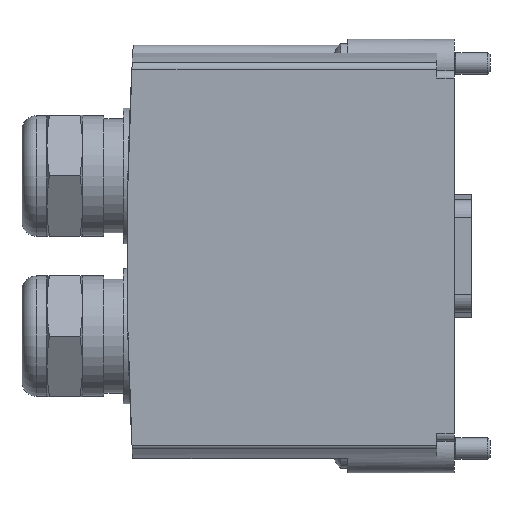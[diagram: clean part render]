
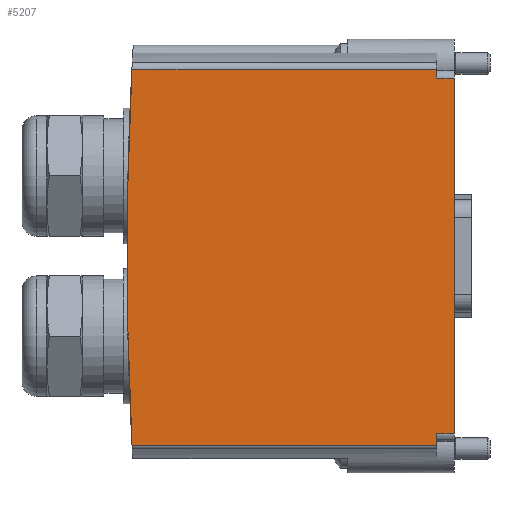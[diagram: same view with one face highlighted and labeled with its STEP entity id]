
A CAD part, left-side view. The second image highlights one B-rep face of the part: STEP entity #5207.
In plain terms, the highlighted planar face has unit normal (-1, 0, 0).
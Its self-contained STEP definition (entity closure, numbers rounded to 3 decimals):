
#34=PLANE('',#5510);
#307=LINE('',#7233,#573);
#314=LINE('',#7255,#580);
#328=LINE('',#7293,#594);
#340=LINE('',#7325,#606);
#341=LINE('',#7326,#607);
#342=LINE('',#7327,#608);
#343=LINE('',#7328,#609);
#573=VECTOR('',#5978,1000.);
#580=VECTOR('',#6001,1000.);
#594=VECTOR('',#6037,1000.);
#606=VECTOR('',#6065,1000.);
#607=VECTOR('',#6066,1000.);
#608=VECTOR('',#6067,1000.);
#609=VECTOR('',#6068,1000.);
#1010=ORIENTED_EDGE('',*,*,#1992,.F.);
#1011=ORIENTED_EDGE('',*,*,#1953,.T.);
#1012=ORIENTED_EDGE('',*,*,#1993,.T.);
#1013=ORIENTED_EDGE('',*,*,#1905,.F.);
#1014=ORIENTED_EDGE('',*,*,#1994,.F.);
#1015=ORIENTED_EDGE('',*,*,#1942,.T.);
#1016=ORIENTED_EDGE('',*,*,#1995,.T.);
#1017=ORIENTED_EDGE('',*,*,#1974,.F.);
#1905=EDGE_CURVE('',#2403,#2404,#2723,.T.);
#1942=EDGE_CURVE('',#2432,#2431,#307,.T.);
#1953=EDGE_CURVE('',#2439,#2438,#314,.T.);
#1974=EDGE_CURVE('',#2452,#2453,#328,.T.);
#1992=EDGE_CURVE('',#2439,#2452,#340,.T.);
#1993=EDGE_CURVE('',#2438,#2404,#341,.T.);
#1994=EDGE_CURVE('',#2432,#2403,#342,.T.);
#1995=EDGE_CURVE('',#2431,#2453,#343,.T.);
#2403=VERTEX_POINT('',#7154);
#2404=VERTEX_POINT('',#7156);
#2431=VERTEX_POINT('',#7232);
#2432=VERTEX_POINT('',#7234);
#2438=VERTEX_POINT('',#7254);
#2439=VERTEX_POINT('',#7256);
#2452=VERTEX_POINT('',#7294);
#2453=VERTEX_POINT('',#7295);
#2723=CIRCLE('',#5459,500.);
#2891=EDGE_LOOP('',(#1010,#1011,#1012,#1013,#1014,#1015,#1016,#1017));
#3201=FACE_BOUND('',#2891,.T.);
#5207=ADVANCED_FACE('',(#3201),#34,.F.);
#5459=AXIS2_PLACEMENT_3D('',#7155,#5911,#5912);
#5510=AXIS2_PLACEMENT_3D('',#7324,#6063,#6064);
#5911=DIRECTION('',(1.,0.,0.));
#5912=DIRECTION('',(0.,0.,-1.));
#5978=DIRECTION('',(0.,0.,1.));
#6001=DIRECTION('',(0.,0.,1.));
#6037=DIRECTION('',(0.,0.,-1.));
#6063=DIRECTION('',(1.,0.,0.));
#6064=DIRECTION('',(0.,0.,-1.));
#6065=DIRECTION('',(0.,-1.,0.));
#6066=DIRECTION('',(0.,1.,0.));
#6067=DIRECTION('',(0.,1.,0.));
#6068=DIRECTION('',(0.,-1.,0.));
#7154=CARTESIAN_POINT('',(-10.,45.292,-26.593));
#7155=CARTESIAN_POINT('',(-10.,-454.,0.));
#7156=CARTESIAN_POINT('',(-10.,45.311,26.243));
#7232=CARTESIAN_POINT('',(-10.,2.5,-25.));
#7233=CARTESIAN_POINT('',(-10.,2.5,0.));
#7234=CARTESIAN_POINT('',(-10.,2.5,-26.593));
#7254=CARTESIAN_POINT('',(-10.,2.5,26.243));
#7255=CARTESIAN_POINT('',(-10.,2.5,0.));
#7256=CARTESIAN_POINT('',(-10.,2.5,25.));
#7293=CARTESIAN_POINT('',(-10.,0.,31.5));
#7294=CARTESIAN_POINT('',(-10.,0.,25.));
#7295=CARTESIAN_POINT('',(-10.,0.,-25.));
#7324=CARTESIAN_POINT('',(-10.,-454.,0.));
#7325=CARTESIAN_POINT('',(-10.,2.5,25.));
#7326=CARTESIAN_POINT('',(-10.,0.,26.243));
#7327=CARTESIAN_POINT('',(-10.,0.,-26.593));
#7328=CARTESIAN_POINT('',(-10.,2.5,-25.));
